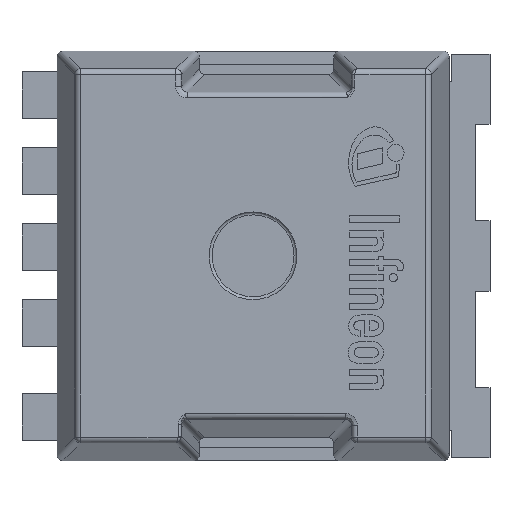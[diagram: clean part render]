
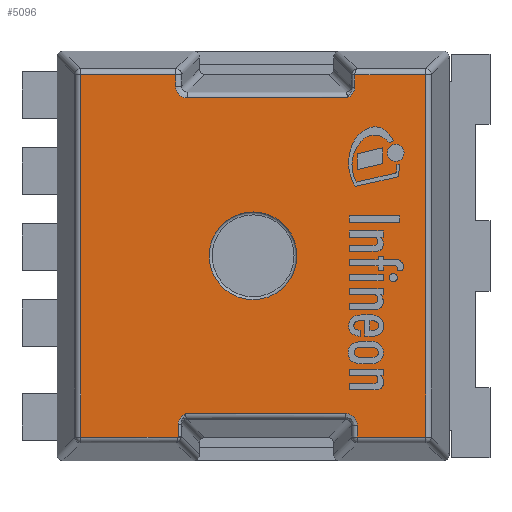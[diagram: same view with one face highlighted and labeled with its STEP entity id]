
A CAD part, top view. The second image highlights one B-rep face of the part: STEP entity #5096.
In plain terms, the highlighted planar face has unit normal (0, 0, 1).
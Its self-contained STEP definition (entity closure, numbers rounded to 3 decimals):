
#120=B_SPLINE_CURVE_WITH_KNOTS('',3,(#7166,#7167,#7168,#7169,#7170,#7171,
#7172,#7173),.UNSPECIFIED.,.F.,.F.,(4,2,1,1,4),(-0.001,0.,
0.093,0.14,0.233),.UNSPECIFIED.);
#121=B_SPLINE_CURVE_WITH_KNOTS('',3,(#7191,#7192,#7193,#7194,#7195,#7196,
#7197,#7198),.UNSPECIFIED.,.F.,.F.,(4,2,1,1,4),(-0.001,0.,
0.093,0.14,0.233),.UNSPECIFIED.);
#124=LINE('',#7158,#754);
#126=LINE('',#7164,#756);
#127=LINE('',#7175,#757);
#128=LINE('',#7179,#758);
#129=LINE('',#7181,#759);
#130=LINE('',#7183,#760);
#131=LINE('',#7185,#761);
#132=LINE('',#7189,#762);
#133=LINE('',#7200,#763);
#134=LINE('',#7204,#764);
#135=LINE('',#7206,#765);
#136=LINE('',#7207,#766);
#754=VECTOR('',#5790,1.);
#756=VECTOR('',#5796,1.);
#757=VECTOR('',#5797,1.);
#758=VECTOR('',#5800,1.);
#759=VECTOR('',#5801,1.);
#760=VECTOR('',#5802,1.);
#761=VECTOR('',#5803,1.);
#762=VECTOR('',#5806,1.);
#763=VECTOR('',#5807,1.);
#764=VECTOR('',#5810,1.);
#765=VECTOR('',#5811,1.);
#766=VECTOR('',#5812,1.);
#1386=ELLIPSE('',#5424,0.052,0.05);
#1387=ELLIPSE('',#5429,0.206,0.2);
#1388=ELLIPSE('',#5430,0.052,0.05);
#1389=ELLIPSE('',#5431,0.206,0.2);
#1429=PLANE('',#5428);
#1694=FACE_BOUND('',#2013,.T.);
#1707=FACE_OUTER_BOUND('',#2012,.T.);
#2012=EDGE_LOOP('',(#3611,#3612,#3613,#3614,#3615,#3616,#3617,#3618,#3619,
#3620,#3621,#3622,#3623,#3624,#3625,#3626,#3627,#3628));
#2013=EDGE_LOOP('',(#3629));
#2318=CIRCLE('',#5418,0.75);
#2361=VERTEX_POINT('',#7097);
#2363=VERTEX_POINT('',#7126);
#2366=VERTEX_POINT('',#7152);
#2367=VERTEX_POINT('',#7157);
#2369=VERTEX_POINT('',#7163);
#2370=VERTEX_POINT('',#7165);
#2371=VERTEX_POINT('',#7174);
#2372=VERTEX_POINT('',#7176);
#2373=VERTEX_POINT('',#7178);
#2374=VERTEX_POINT('',#7180);
#2375=VERTEX_POINT('',#7182);
#2376=VERTEX_POINT('',#7184);
#2377=VERTEX_POINT('',#7186);
#2378=VERTEX_POINT('',#7188);
#2379=VERTEX_POINT('',#7190);
#2380=VERTEX_POINT('',#7199);
#2381=VERTEX_POINT('',#7201);
#2382=VERTEX_POINT('',#7203);
#2383=VERTEX_POINT('',#7205);
#2850=EDGE_CURVE('',#2361,#2361,#2318,.T.);
#2855=EDGE_CURVE('',#2366,#2363,#1386,.T.);
#2857=EDGE_CURVE('',#2363,#2367,#124,.T.);
#2860=EDGE_CURVE('',#2369,#2366,#126,.T.);
#2861=EDGE_CURVE('',#2370,#2369,#120,.T.);
#2862=EDGE_CURVE('',#2371,#2370,#127,.T.);
#2863=EDGE_CURVE('',#2372,#2371,#1387,.T.);
#2864=EDGE_CURVE('',#2373,#2372,#128,.T.);
#2865=EDGE_CURVE('',#2374,#2373,#129,.T.);
#2866=EDGE_CURVE('',#2375,#2374,#130,.T.);
#2867=EDGE_CURVE('',#2376,#2375,#131,.T.);
#2868=EDGE_CURVE('',#2377,#2376,#1388,.T.);
#2869=EDGE_CURVE('',#2378,#2377,#132,.T.);
#2870=EDGE_CURVE('',#2379,#2378,#121,.T.);
#2871=EDGE_CURVE('',#2380,#2379,#133,.T.);
#2872=EDGE_CURVE('',#2381,#2380,#1389,.T.);
#2873=EDGE_CURVE('',#2382,#2381,#134,.T.);
#2874=EDGE_CURVE('',#2383,#2382,#135,.T.);
#2875=EDGE_CURVE('',#2367,#2383,#136,.T.);
#3611=ORIENTED_EDGE('',*,*,#2855,.F.);
#3612=ORIENTED_EDGE('',*,*,#2860,.F.);
#3613=ORIENTED_EDGE('',*,*,#2861,.F.);
#3614=ORIENTED_EDGE('',*,*,#2862,.F.);
#3615=ORIENTED_EDGE('',*,*,#2863,.F.);
#3616=ORIENTED_EDGE('',*,*,#2864,.F.);
#3617=ORIENTED_EDGE('',*,*,#2865,.F.);
#3618=ORIENTED_EDGE('',*,*,#2866,.F.);
#3619=ORIENTED_EDGE('',*,*,#2867,.F.);
#3620=ORIENTED_EDGE('',*,*,#2868,.F.);
#3621=ORIENTED_EDGE('',*,*,#2869,.F.);
#3622=ORIENTED_EDGE('',*,*,#2870,.F.);
#3623=ORIENTED_EDGE('',*,*,#2871,.F.);
#3624=ORIENTED_EDGE('',*,*,#2872,.F.);
#3625=ORIENTED_EDGE('',*,*,#2873,.F.);
#3626=ORIENTED_EDGE('',*,*,#2874,.F.);
#3627=ORIENTED_EDGE('',*,*,#2875,.F.);
#3628=ORIENTED_EDGE('',*,*,#2857,.F.);
#3629=ORIENTED_EDGE('',*,*,#2850,.T.);
#5096=ADVANCED_FACE('',(#1707,#1694),#1429,.T.);
#5418=AXIS2_PLACEMENT_3D('',#7098,#5772,#5773);
#5424=AXIS2_PLACEMENT_3D('',#7154,#5784,#5785);
#5428=AXIS2_PLACEMENT_3D('',#7162,#5794,#5795);
#5429=AXIS2_PLACEMENT_3D('',#7177,#5798,#5799);
#5430=AXIS2_PLACEMENT_3D('',#7187,#5804,#5805);
#5431=AXIS2_PLACEMENT_3D('',#7202,#5808,#5809);
#5772=DIRECTION('center_axis',(0.,0.,-1.));
#5773=DIRECTION('ref_axis',(-1.,0.,0.));
#5784=DIRECTION('center_axis',(0.,0.,-1.));
#5785=DIRECTION('ref_axis',(0.707,-0.707,0.));
#5790=DIRECTION('',(1.,0.,0.));
#5794=DIRECTION('center_axis',(0.,0.,1.));
#5795=DIRECTION('ref_axis',(1.,0.,0.));
#5796=DIRECTION('',(0.,1.,0.));
#5797=DIRECTION('',(1.,0.,0.));
#5798=DIRECTION('center_axis',(0.,0.,1.));
#5799=DIRECTION('ref_axis',(-0.707,-0.707,0.));
#5800=DIRECTION('',(0.,-1.,0.));
#5801=DIRECTION('',(1.,0.,0.));
#5802=DIRECTION('',(0.,1.,0.));
#5803=DIRECTION('',(-1.,0.,0.));
#5804=DIRECTION('center_axis',(0.,0.,-1.));
#5805=DIRECTION('ref_axis',(-0.707,0.707,0.));
#5806=DIRECTION('',(0.,-1.,0.));
#5807=DIRECTION('',(-1.,0.,0.));
#5808=DIRECTION('center_axis',(0.,0.,1.));
#5809=DIRECTION('ref_axis',(0.707,0.707,0.));
#5810=DIRECTION('',(0.,1.,0.));
#5811=DIRECTION('',(-1.,0.,0.));
#5812=DIRECTION('',(0.,-1.,0.));
#7097=CARTESIAN_POINT('',(0.7,0.,2.3));
#7098=CARTESIAN_POINT('Origin',(-0.05,0.,2.3));
#7126=CARTESIAN_POINT('',(1.69,3.099,2.3));
#7152=CARTESIAN_POINT('',(1.689,3.091,2.3));
#7154=CARTESIAN_POINT('Origin',(1.74,3.09,2.3));
#7157=CARTESIAN_POINT('',(2.899,3.099,2.3));
#7158=CARTESIAN_POINT('',(-1.725,3.099,2.3));
#7162=CARTESIAN_POINT('Origin',(-0.05,0.,
2.3));
#7163=CARTESIAN_POINT('',(1.689,2.884,2.3));
#7164=CARTESIAN_POINT('',(1.689,1.75,2.3));
#7165=CARTESIAN_POINT('',(1.563,2.699,2.3));
#7166=CARTESIAN_POINT('Ctrl Pts',(1.563,2.699,2.3));
#7167=CARTESIAN_POINT('Ctrl Pts',(1.564,2.699,2.3));
#7168=CARTESIAN_POINT('Ctrl Pts',(1.564,2.699,2.3));
#7169=CARTESIAN_POINT('Ctrl Pts',(1.591,2.715,2.3));
#7170=CARTESIAN_POINT('Ctrl Pts',(1.63,2.743,2.3));
#7171=CARTESIAN_POINT('Ctrl Pts',(1.676,2.806,2.3));
#7172=CARTESIAN_POINT('Ctrl Pts',(1.689,2.853,2.3));
#7173=CARTESIAN_POINT('Ctrl Pts',(1.689,2.884,2.3));
#7174=CARTESIAN_POINT('',(-1.174,2.699,2.3));
#7175=CARTESIAN_POINT('',(0.64,2.699,2.3));
#7176=CARTESIAN_POINT('',(-1.371,2.896,2.3));
#7177=CARTESIAN_POINT('Origin',(-1.168,2.902,2.3));
#7178=CARTESIAN_POINT('',(-1.371,3.099,2.3));
#7179=CARTESIAN_POINT('',(-1.371,1.55,2.3));
#7180=CARTESIAN_POINT('',(-2.999,3.099,2.3));
#7181=CARTESIAN_POINT('',(-1.725,3.099,2.3));
#7182=CARTESIAN_POINT('',(-2.999,-3.099,2.3));
#7183=CARTESIAN_POINT('',(-2.999,-1.75,2.3));
#7184=CARTESIAN_POINT('',(-1.33,-3.099,2.3));
#7185=CARTESIAN_POINT('',(1.625,-3.099,2.3));
#7186=CARTESIAN_POINT('',(-1.329,-3.091,2.3));
#7187=CARTESIAN_POINT('Origin',(-1.38,-3.09,2.3));
#7188=CARTESIAN_POINT('',(-1.329,-2.884,2.3));
#7189=CARTESIAN_POINT('',(-1.329,-1.75,2.3));
#7190=CARTESIAN_POINT('',(-1.203,-2.699,2.3));
#7191=CARTESIAN_POINT('Ctrl Pts',(-1.203,-2.699,2.3));
#7192=CARTESIAN_POINT('Ctrl Pts',(-1.204,-2.699,2.3));
#7193=CARTESIAN_POINT('Ctrl Pts',(-1.204,-2.699,2.3));
#7194=CARTESIAN_POINT('Ctrl Pts',(-1.231,-2.715,2.3));
#7195=CARTESIAN_POINT('Ctrl Pts',(-1.27,-2.743,2.3));
#7196=CARTESIAN_POINT('Ctrl Pts',(-1.316,-2.806,2.3));
#7197=CARTESIAN_POINT('Ctrl Pts',(-1.329,-2.853,2.3));
#7198=CARTESIAN_POINT('Ctrl Pts',(-1.329,-2.884,2.3));
#7199=CARTESIAN_POINT('',(1.534,-2.699,2.3));
#7200=CARTESIAN_POINT('',(-0.51,-2.699,2.3));
#7201=CARTESIAN_POINT('',(1.731,-2.896,2.3));
#7202=CARTESIAN_POINT('Origin',(1.528,-2.902,2.3));
#7203=CARTESIAN_POINT('',(1.731,-3.099,2.3));
#7204=CARTESIAN_POINT('',(1.731,-1.55,2.3));
#7205=CARTESIAN_POINT('',(2.899,-3.099,2.3));
#7206=CARTESIAN_POINT('',(1.625,-3.099,2.3));
#7207=CARTESIAN_POINT('',(2.899,1.75,2.3));
